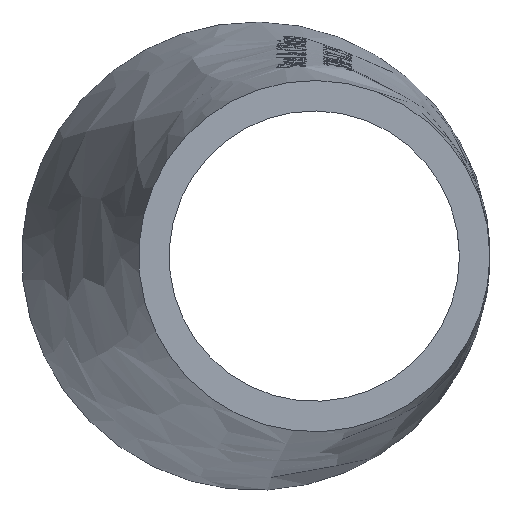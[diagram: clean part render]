
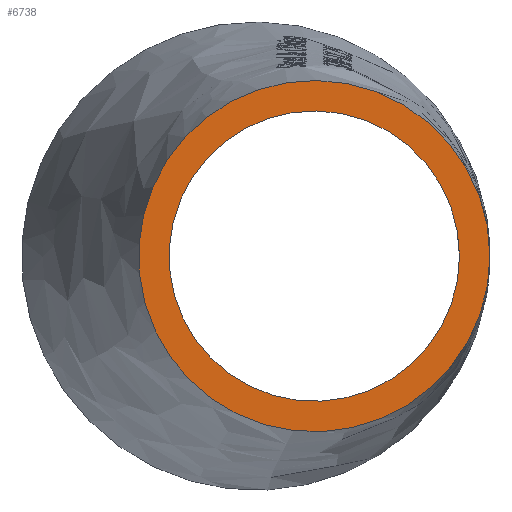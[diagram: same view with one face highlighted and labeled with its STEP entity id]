
A CAD part, left-side view. The second image highlights one B-rep face of the part: STEP entity #6738.
In plain terms, the highlighted planar face has unit normal (-1, 0, 0).
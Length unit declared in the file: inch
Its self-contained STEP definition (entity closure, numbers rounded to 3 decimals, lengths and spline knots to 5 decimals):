
#165=PLANE('',#6995);
#427=FACE_BOUND('',#1994,.T.);
#428=FACE_BOUND('',#1995,.T.);
#1189=CIRCLE('',#6797,0.375);
#1220=CIRCLE('',#6835,0.375);
#1225=CIRCLE('',#6992,0.31);
#1226=CIRCLE('',#6993,0.31);
#1994=EDGE_LOOP('',(#6353,#6354));
#1995=EDGE_LOOP('',(#6355,#6356));
#2713=VERTEX_POINT('',#8803);
#2714=VERTEX_POINT('',#8804);
#3243=VERTEX_POINT('',#15479);
#3244=VERTEX_POINT('',#15482);
#3407=EDGE_CURVE('',#2713,#2714,#1189,.T.);
#3554=EDGE_CURVE('',#2714,#2713,#1220,.T.);
#4282=EDGE_CURVE('',#3244,#3243,#1225,.T.);
#4283=EDGE_CURVE('',#3243,#3244,#1226,.T.);
#6353=ORIENTED_EDGE('',*,*,#4282,.T.);
#6354=ORIENTED_EDGE('',*,*,#4283,.T.);
#6355=ORIENTED_EDGE('',*,*,#3407,.F.);
#6356=ORIENTED_EDGE('',*,*,#3554,.F.);
#6738=ADVANCED_FACE('',(#427,#428),#165,.F.);
#6797=AXIS2_PLACEMENT_3D('',#8805,#7123,#7124);
#6835=AXIS2_PLACEMENT_3D('',#9752,#7207,#7208);
#6992=AXIS2_PLACEMENT_3D('',#15483,#7836,#7837);
#6993=AXIS2_PLACEMENT_3D('',#15484,#7838,#7839);
#6995=AXIS2_PLACEMENT_3D('',#15486,#7842,#7843);
#7123=DIRECTION('center_axis',(1.,0.,0.));
#7124=DIRECTION('ref_axis',(0.,-1.,0.));
#7207=DIRECTION('center_axis',(1.,0.,0.));
#7208=DIRECTION('ref_axis',(0.,-1.,0.));
#7836=DIRECTION('center_axis',(1.,0.,0.));
#7837=DIRECTION('ref_axis',(0.,-0.015,-1.));
#7838=DIRECTION('center_axis',(1.,0.,0.));
#7839=DIRECTION('ref_axis',(0.,-0.015,-1.));
#7842=DIRECTION('center_axis',(1.,0.,0.));
#7843=DIRECTION('ref_axis',(0.,0.,-1.));
#8803=CARTESIAN_POINT('',(0.,-0.375,0.));
#8804=CARTESIAN_POINT('',(0.,-0.00568,0.37496));
#8805=CARTESIAN_POINT('Origin',(0.,0.,0.));
#9752=CARTESIAN_POINT('Origin',(0.,0.,0.));
#15479=CARTESIAN_POINT('',(0.,-0.0047,0.30996));
#15482=CARTESIAN_POINT('',(0.,-0.31,0.));
#15483=CARTESIAN_POINT('Origin',(0.,0.,0.));
#15484=CARTESIAN_POINT('Origin',(0.,0.,0.));
#15486=CARTESIAN_POINT('Origin',(0.,0.,0.));
